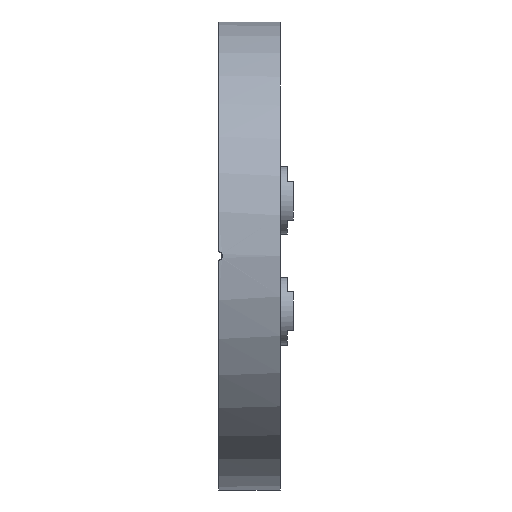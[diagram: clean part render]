
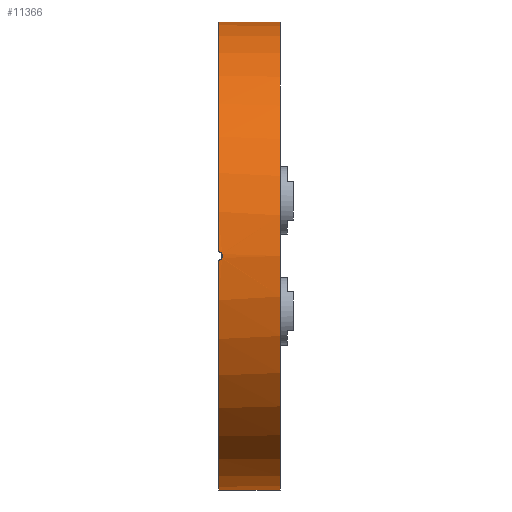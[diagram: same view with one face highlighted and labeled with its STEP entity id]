
A CAD part, left-side view. The second image highlights one B-rep face of the part: STEP entity #11366.
In plain terms, the highlighted cylindrical face has radius 57.15 mm (diameter 114.3 mm), a partial arc.
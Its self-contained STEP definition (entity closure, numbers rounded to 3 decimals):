
#677 = CARTESIAN_POINT ( 'NONE',  ( -57.15, -1., 0.131 ) ) ;
#837 = DIRECTION ( 'NONE',  ( 0., 1., 0. ) ) ;
#1336 = CARTESIAN_POINT ( 'NONE',  ( 0., 0., -57.15 ) ) ;
#1461 = LINE ( 'NONE', #9351, #10643 ) ;
#1466 = ORIENTED_EDGE ( 'NONE', *, *, #4255, .T. ) ;
#1540 = DIRECTION ( 'NONE',  ( 0., 1., 0. ) ) ;
#1586 = CARTESIAN_POINT ( 'NONE',  ( 0., -15., 0. ) ) ;
#1606 = VERTEX_POINT ( 'NONE', #2281 ) ;
#1625 = CARTESIAN_POINT ( 'NONE',  ( 0., 0., 0. ) ) ;
#1654 = CARTESIAN_POINT ( 'NONE',  ( -57.15, -0.974, -0.261 ) ) ;
#1890 = VECTOR ( 'NONE', #11767, 1000. ) ;
#2281 = CARTESIAN_POINT ( 'NONE',  ( -57.141, 0., -1. ) ) ;
#2577 = DIRECTION ( 'NONE',  ( 0., 0., 1. ) ) ;
#2580 = EDGE_CURVE ( 'NONE', #4969, #5969, #10383, .T. ) ;
#2613 = CARTESIAN_POINT ( 'NONE',  ( -57.147, -0.801, -0.613 ) ) ;
#2765 = ORIENTED_EDGE ( 'NONE', *, *, #7258, .F. ) ;
#2771 = DIRECTION ( 'NONE',  ( 0., 1., 0. ) ) ;
#3072 = ORIENTED_EDGE ( 'NONE', *, *, #2580, .T. ) ;
#3128 = CIRCLE ( 'NONE', #3865, 57.15 ) ;
#3563 = CARTESIAN_POINT ( 'NONE',  ( -57.141, -0.264, -1. ) ) ;
#3662 = CARTESIAN_POINT ( 'NONE',  ( 0., -15., 57.15 ) ) ;
#3793 = CIRCLE ( 'NONE', #10813, 57.15 ) ;
#3865 = AXIS2_PLACEMENT_3D ( 'NONE', #1625, #8254, #2577 ) ;
#4255 = EDGE_CURVE ( 'NONE', #6754, #1606, #4511, .T. ) ;
#4401 = LINE ( 'NONE', #8969, #1890 ) ;
#4458 = CARTESIAN_POINT ( 'NONE',  ( -57.143, -0.504, 0.874 ) ) ;
#4511 = B_SPLINE_CURVE_WITH_KNOTS ( 'NONE', 3,
 ( #8244, #6270, #10140, #4458, #11120, #5405, #12082, #6357, #677, #7325, #1654, #8287, #2613, #9229, #3563, #10177 ),
 .UNSPECIFIED., .F., .F.,
 ( 4, 2, 2, 2, 2, 2, 2, 4 ),
 ( 0., 0., 0.001, 0.001, 0.002, 0.002, 0.002, 0.003 ),
 .UNSPECIFIED. ) ;
#4958 = EDGE_CURVE ( 'NONE', #10737, #1606, #3128, .T. ) ;
#4969 = VERTEX_POINT ( 'NONE', #5376 ) ;
#5036 = DIRECTION ( 'NONE',  ( 0., 1., 0. ) ) ;
#5376 = CARTESIAN_POINT ( 'NONE',  ( 0., -15., -57.15 ) ) ;
#5405 = CARTESIAN_POINT ( 'NONE',  ( -57.147, -0.799, 0.615 ) ) ;
#5969 = VERTEX_POINT ( 'NONE', #3662 ) ;
#6241 = DIRECTION ( 'NONE',  ( 0., 0., 1. ) ) ;
#6270 = CARTESIAN_POINT ( 'NONE',  ( -57.141, -0.132, 1. ) ) ;
#6357 = CARTESIAN_POINT ( 'NONE',  ( -57.15, -0.974, 0.263 ) ) ;
#6507 = EDGE_CURVE ( 'NONE', #5969, #10625, #1461, .T. ) ;
#6754 = VERTEX_POINT ( 'NONE', #11003 ) ;
#7258 = EDGE_CURVE ( 'NONE', #4969, #10737, #4401, .T. ) ;
#7274 = CARTESIAN_POINT ( 'NONE',  ( 0., 0., 57.15 ) ) ;
#7325 = CARTESIAN_POINT ( 'NONE',  ( -57.15, -1., -0.13 ) ) ;
#7661 = AXIS2_PLACEMENT_3D ( 'NONE', #8453, #2771, #9392 ) ;
#7720 = CYLINDRICAL_SURFACE ( 'NONE', #8045, 57.15 ) ;
#8028 = FACE_OUTER_BOUND ( 'NONE', #8839, .T. ) ;
#8045 = AXIS2_PLACEMENT_3D ( 'NONE', #1586, #1540, #6241 ) ;
#8244 = CARTESIAN_POINT ( 'NONE',  ( -57.141, 0., 1. ) ) ;
#8254 = DIRECTION ( 'NONE',  ( 0., 1., 0. ) ) ;
#8287 = CARTESIAN_POINT ( 'NONE',  ( -57.148, -0.874, -0.503 ) ) ;
#8453 = CARTESIAN_POINT ( 'NONE',  ( 0., -15., 0. ) ) ;
#8611 = EDGE_CURVE ( 'NONE', #6754, #10625, #3793, .T. ) ;
#8839 = EDGE_LOOP ( 'NONE', ( #2765, #3072, #11970, #11680, #1466, #12156 ) ) ;
#8969 = CARTESIAN_POINT ( 'NONE',  ( 0., -15., -57.15 ) ) ;
#9229 = CARTESIAN_POINT ( 'NONE',  ( -57.143, -0.521, -0.893 ) ) ;
#9351 = CARTESIAN_POINT ( 'NONE',  ( 0., -15., 57.15 ) ) ;
#9392 = DIRECTION ( 'NONE',  ( 0., 0., 1. ) ) ;
#10140 = CARTESIAN_POINT ( 'NONE',  ( -57.142, -0.262, 0.974 ) ) ;
#10177 = CARTESIAN_POINT ( 'NONE',  ( -57.141, 0., -1. ) ) ;
#10383 = CIRCLE ( 'NONE', #7661, 57.15 ) ;
#10625 = VERTEX_POINT ( 'NONE', #7274 ) ;
#10643 = VECTOR ( 'NONE', #837, 1000. ) ;
#10735 = CARTESIAN_POINT ( 'NONE',  ( 0., 0., 0. ) ) ;
#10737 = VERTEX_POINT ( 'NONE', #1336 ) ;
#10813 = AXIS2_PLACEMENT_3D ( 'NONE', #10735, #5036, #11715 ) ;
#11003 = CARTESIAN_POINT ( 'NONE',  ( -57.141, 0., 1. ) ) ;
#11120 = CARTESIAN_POINT ( 'NONE',  ( -57.144, -0.615, 0.799 ) ) ;
#11366 = ADVANCED_FACE ( 'NONE', ( #8028 ), #7720, .T. ) ;
#11680 = ORIENTED_EDGE ( 'NONE', *, *, #8611, .F. ) ;
#11715 = DIRECTION ( 'NONE',  ( 0., 0., 1. ) ) ;
#11767 = DIRECTION ( 'NONE',  ( 0., 1., 0. ) ) ;
#11970 = ORIENTED_EDGE ( 'NONE', *, *, #6507, .T. ) ;
#12082 = CARTESIAN_POINT ( 'NONE',  ( -57.148, -0.874, 0.503 ) ) ;
#12156 = ORIENTED_EDGE ( 'NONE', *, *, #4958, .F. ) ;
